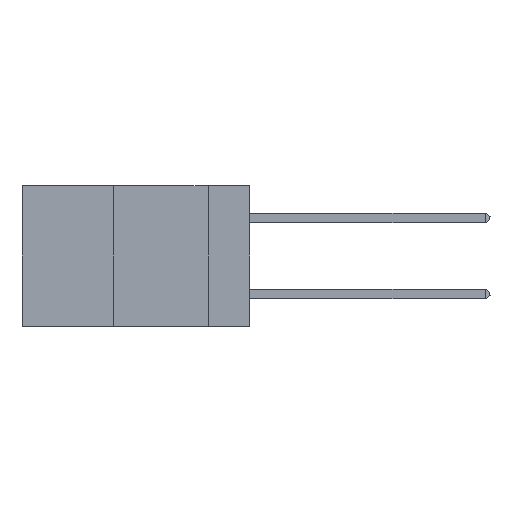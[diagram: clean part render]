
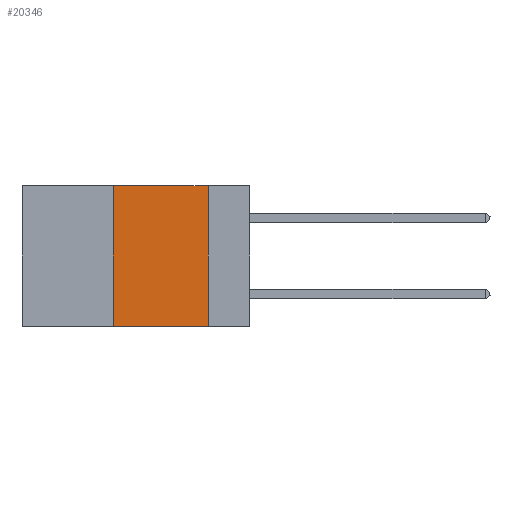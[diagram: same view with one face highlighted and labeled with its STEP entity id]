
A CAD part, left-side view. The second image highlights one B-rep face of the part: STEP entity #20346.
In plain terms, the highlighted planar face has unit normal (-1, 0, 0).
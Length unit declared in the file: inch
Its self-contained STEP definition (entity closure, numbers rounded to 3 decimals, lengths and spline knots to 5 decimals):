
#3 = VERTEX_POINT ( 'NONE', #26393 ) ;
#234 = CARTESIAN_POINT ( 'NONE',  ( 0., 0.36, 0. ) ) ;
#481 = VECTOR ( 'NONE', #7091, 39.37008 ) ;
#931 = CARTESIAN_POINT ( 'NONE',  ( 0., 0.36, 0. ) ) ;
#1172 = LINE ( 'NONE', #30238, #26009 ) ;
#1346 = CARTESIAN_POINT ( 'NONE',  ( 0., 0.11, -0.37 ) ) ;
#2626 = CARTESIAN_POINT ( 'NONE',  ( 0., 0.11, 0. ) ) ;
#5534 = VERTEX_POINT ( 'NONE', #931 ) ;
#7091 = DIRECTION ( 'NONE',  ( 0., -1., 0. ) ) ;
#10803 = CARTESIAN_POINT ( 'NONE',  ( 0., 0.11, 0. ) ) ;
#10896 = EDGE_CURVE ( 'NONE', #5534, #24848, #14360, .T. ) ;
#11285 = DIRECTION ( 'NONE',  ( 0., 0., 1. ) ) ;
#11756 = EDGE_LOOP ( 'NONE', ( #32075, #26181, #20635, #32881 ) ) ;
#12644 = CARTESIAN_POINT ( 'NONE',  ( 0., 0.6, 0. ) ) ;
#14360 = LINE ( 'NONE', #33171, #481 ) ;
#14436 = DIRECTION ( 'NONE',  ( 0., -1., 0. ) ) ;
#15084 = EDGE_CURVE ( 'NONE', #3, #31166, #1172, .T. ) ;
#16890 = VECTOR ( 'NONE', #20833, 39.37008 ) ;
#18095 = EDGE_CURVE ( 'NONE', #3, #5534, #24990, .T. ) ;
#20346 = ADVANCED_FACE ( 'NONE', ( #26877 ), #28245, .F. ) ;
#20635 = ORIENTED_EDGE ( 'NONE', *, *, #18095, .F. ) ;
#20833 = DIRECTION ( 'NONE',  ( 0., 0., -1. ) ) ;
#22171 = LINE ( 'NONE', #2626, #16890 ) ;
#22784 = DIRECTION ( 'NONE',  ( 1., 0., 0. ) ) ;
#24848 = VERTEX_POINT ( 'NONE', #10803 ) ;
#24990 = LINE ( 'NONE', #234, #29449 ) ;
#26009 = VECTOR ( 'NONE', #14436, 39.37008 ) ;
#26181 = ORIENTED_EDGE ( 'NONE', *, *, #10896, .F. ) ;
#26393 = CARTESIAN_POINT ( 'NONE',  ( 0., 0.36, -0.37 ) ) ;
#26877 = FACE_OUTER_BOUND ( 'NONE', #11756, .T. ) ;
#27891 = AXIS2_PLACEMENT_3D ( 'NONE', #12644, #22784, #30837 ) ;
#28245 = PLANE ( 'NONE',  #27891 ) ;
#28636 = EDGE_CURVE ( 'NONE', #24848, #31166, #22171, .T. ) ;
#29449 = VECTOR ( 'NONE', #11285, 39.37008 ) ;
#30238 = CARTESIAN_POINT ( 'NONE',  ( 0., 0.6, -0.37 ) ) ;
#30837 = DIRECTION ( 'NONE',  ( 0., 0., -1. ) ) ;
#31166 = VERTEX_POINT ( 'NONE', #1346 ) ;
#32075 = ORIENTED_EDGE ( 'NONE', *, *, #28636, .F. ) ;
#32881 = ORIENTED_EDGE ( 'NONE', *, *, #15084, .T. ) ;
#33171 = CARTESIAN_POINT ( 'NONE',  ( 0., 0.6, 0. ) ) ;
